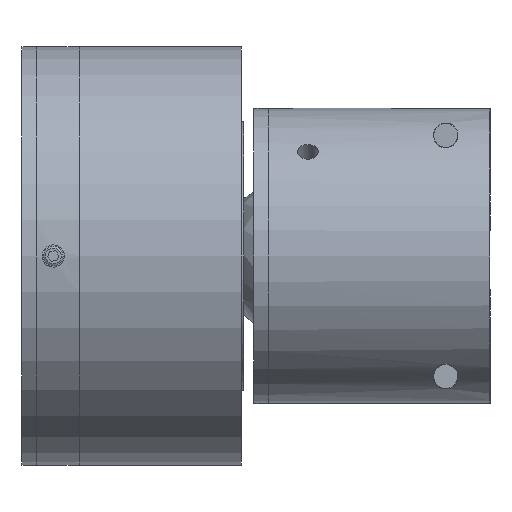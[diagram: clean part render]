
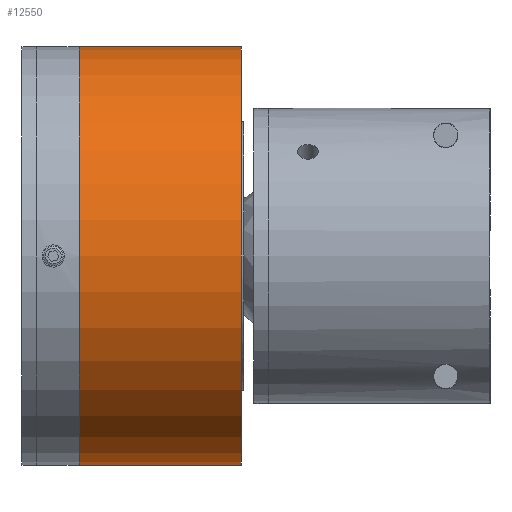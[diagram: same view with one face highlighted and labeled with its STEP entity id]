
A CAD part, front view. The second image highlights one B-rep face of the part: STEP entity #12550.
In plain terms, the highlighted cylindrical face has radius 42.5 mm (diameter 85 mm), a full revolution.
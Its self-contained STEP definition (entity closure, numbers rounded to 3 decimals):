
#163 = DIRECTION ( 'NONE',  ( 1., 0., 0. ) ) ;
#1195 = CIRCLE ( 'NONE', #36576, 42.5 ) ;
#1648 = EDGE_CURVE ( 'NONE', #29125, #25966, #11439, .T. ) ;
#1663 = LINE ( 'NONE', #33591, #14126 ) ;
#1939 = CARTESIAN_POINT ( 'NONE',  ( 32.5, 41.5, 9.165 ) ) ;
#2002 = ORIENTED_EDGE ( 'NONE', *, *, #1648, .T. ) ;
#2658 = CIRCLE ( 'NONE', #17056, 42.5 ) ;
#2711 = ORIENTED_EDGE ( 'NONE', *, *, #34671, .T. ) ;
#3338 = ORIENTED_EDGE ( 'NONE', *, *, #21448, .T. ) ;
#4223 = FACE_BOUND ( 'NONE', #26872, .T. ) ;
#4958 = DIRECTION ( 'NONE',  ( 0., 0., 1. ) ) ;
#6866 = FACE_OUTER_BOUND ( 'NONE', #26694, .T. ) ;
#7229 = FACE_OUTER_BOUND ( 'NONE', #28641, .T. ) ;
#8051 = VERTEX_POINT ( 'NONE', #30987 ) ;
#8960 = CARTESIAN_POINT ( 'NONE',  ( 8.5, 0., 0. ) ) ;
#8997 = EDGE_CURVE ( 'NONE', #19365, #19365, #2658, .T. ) ;
#9716 = ORIENTED_EDGE ( 'NONE', *, *, #8997, .F. ) ;
#10310 = DIRECTION ( 'NONE',  ( 1., 0., 0. ) ) ;
#11439 = CIRCLE ( 'NONE', #21050, 42.5 ) ;
#11454 = EDGE_CURVE ( 'NONE', #30270, #28957, #35267, .T. ) ;
#11673 = CARTESIAN_POINT ( 'NONE',  ( 12.5, 41.5, 9.165 ) ) ;
#12550 = ADVANCED_FACE ( 'NONE', ( #4223, #6866, #7229 ), #29423, .T. ) ;
#12690 = CARTESIAN_POINT ( 'NONE',  ( 8.5, 0., 0. ) ) ;
#14126 = VECTOR ( 'NONE', #10310, 1000. ) ;
#14536 = CARTESIAN_POINT ( 'NONE',  ( 32.5, 41.5, -9.165 ) ) ;
#14909 = DIRECTION ( 'NONE',  ( -1., 0., 0. ) ) ;
#16667 = CARTESIAN_POINT ( 'NONE',  ( 12.5, 0., 0. ) ) ;
#17056 = AXIS2_PLACEMENT_3D ( 'NONE', #8960, #20406, #17420 ) ;
#17420 = DIRECTION ( 'NONE',  ( 0., 0., 1. ) ) ;
#17536 = VECTOR ( 'NONE', #14909, 1000. ) ;
#18684 = DIRECTION ( 'NONE',  ( 0., 0., 1. ) ) ;
#18865 = CARTESIAN_POINT ( 'NONE',  ( 41.5, 0., 0. ) ) ;
#19039 = DIRECTION ( 'NONE',  ( -1., 0., 0. ) ) ;
#19365 = VERTEX_POINT ( 'NONE', #28026 ) ;
#19665 = AXIS2_PLACEMENT_3D ( 'NONE', #25885, #163, #34154 ) ;
#20406 = DIRECTION ( 'NONE',  ( -1., 0., 0. ) ) ;
#20523 = LINE ( 'NONE', #33936, #17536 ) ;
#21050 = AXIS2_PLACEMENT_3D ( 'NONE', #16667, #28140, #25307 ) ;
#21448 = EDGE_CURVE ( 'NONE', #8051, #8051, #1195, .T. ) ;
#21531 = ORIENTED_EDGE ( 'NONE', *, *, #11454, .T. ) ;
#25307 = DIRECTION ( 'NONE',  ( 0., -1., 0. ) ) ;
#25885 = CARTESIAN_POINT ( 'NONE',  ( 32.5, 0., 0. ) ) ;
#25966 = VERTEX_POINT ( 'NONE', #35966 ) ;
#26694 = EDGE_LOOP ( 'NONE', ( #9716 ) ) ;
#26872 = EDGE_LOOP ( 'NONE', ( #21531, #34908, #2002, #2711 ) ) ;
#26988 = AXIS2_PLACEMENT_3D ( 'NONE', #12690, #32229, #18684 ) ;
#28026 = CARTESIAN_POINT ( 'NONE',  ( 8.5, 0., 42.5 ) ) ;
#28140 = DIRECTION ( 'NONE',  ( -1., 0., 0. ) ) ;
#28641 = EDGE_LOOP ( 'NONE', ( #3338 ) ) ;
#28957 = VERTEX_POINT ( 'NONE', #1939 ) ;
#29125 = VERTEX_POINT ( 'NONE', #11673 ) ;
#29423 = CYLINDRICAL_SURFACE ( 'NONE', #26988, 42.5 ) ;
#30270 = VERTEX_POINT ( 'NONE', #14536 ) ;
#30987 = CARTESIAN_POINT ( 'NONE',  ( 41.5, 0., 42.5 ) ) ;
#31623 = EDGE_CURVE ( 'NONE', #28957, #29125, #20523, .T. ) ;
#32229 = DIRECTION ( 'NONE',  ( -1., 0., 0. ) ) ;
#33591 = CARTESIAN_POINT ( 'NONE',  ( 8.5, 41.5, -9.165 ) ) ;
#33936 = CARTESIAN_POINT ( 'NONE',  ( 8.5, 41.5, 9.165 ) ) ;
#34154 = DIRECTION ( 'NONE',  ( 0., 0., -1. ) ) ;
#34671 = EDGE_CURVE ( 'NONE', #25966, #30270, #1663, .T. ) ;
#34908 = ORIENTED_EDGE ( 'NONE', *, *, #31623, .T. ) ;
#35267 = CIRCLE ( 'NONE', #19665, 42.5 ) ;
#35966 = CARTESIAN_POINT ( 'NONE',  ( 12.5, 41.5, -9.165 ) ) ;
#36576 = AXIS2_PLACEMENT_3D ( 'NONE', #18865, #19039, #4958 ) ;
